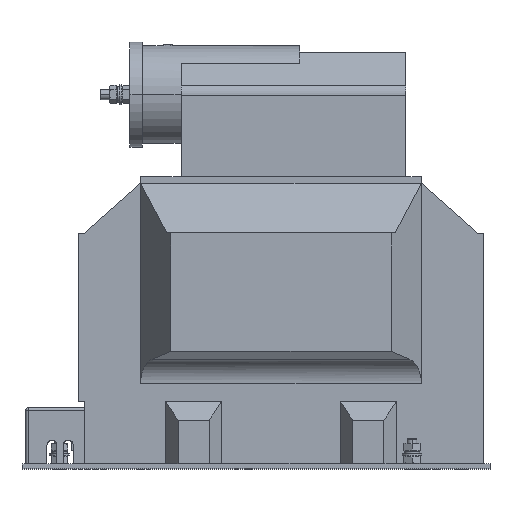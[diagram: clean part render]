
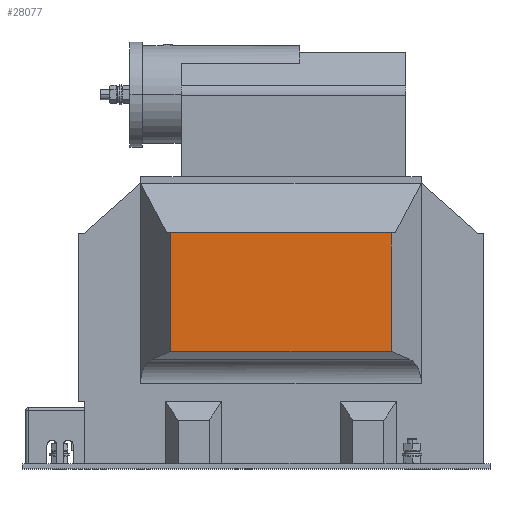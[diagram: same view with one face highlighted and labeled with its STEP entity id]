
A CAD part, top view. The second image highlights one B-rep face of the part: STEP entity #28077.
In plain terms, the highlighted planar face has unit normal (0, 0, 1).
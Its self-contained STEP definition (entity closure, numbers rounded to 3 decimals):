
#708 = CARTESIAN_POINT ( 'NONE',  ( 220.894, 249.048, 428.574 ) ) ;
#1779 = ORIENTED_EDGE ( 'NONE', *, *, #3273, .F. ) ;
#2985 = EDGE_CURVE ( 'NONE', #38625, #16939, #30425, .T. ) ;
#2993 = VECTOR ( 'NONE', #20470, 1000. ) ;
#3125 = CARTESIAN_POINT ( 'NONE',  ( 43.894, 77.048, 428.574 ) ) ;
#3273 = EDGE_CURVE ( 'NONE', #16939, #6553, #34245, .T. ) ;
#5691 = ORIENTED_EDGE ( 'NONE', *, *, #36862, .T. ) ;
#6553 = VERTEX_POINT ( 'NONE', #24366 ) ;
#6573 = CARTESIAN_POINT ( 'NONE',  ( 299.894, 249.048, 428.574 ) ) ;
#8872 = FACE_OUTER_BOUND ( 'NONE', #13837, .T. ) ;
#12990 = VECTOR ( 'NONE', #40728, 1000. ) ;
#13031 = LINE ( 'NONE', #26869, #12990 ) ;
#13177 = DIRECTION ( 'NONE',  ( -1., 0., 0. ) ) ;
#13708 = ORIENTED_EDGE ( 'NONE', *, *, #2985, .F. ) ;
#13837 = EDGE_LOOP ( 'NONE', ( #39794, #1779, #13708, #5691 ) ) ;
#15885 = AXIS2_PLACEMENT_3D ( 'NONE', #16161, #30025, #43871 ) ;
#16161 = CARTESIAN_POINT ( 'NONE',  ( 43.894, 77.048, 428.574 ) ) ;
#16939 = VERTEX_POINT ( 'NONE', #44508 ) ;
#17016 = DIRECTION ( 'NONE',  ( 0., 1., 0. ) ) ;
#17634 = VECTOR ( 'NONE', #17016, 1000. ) ;
#20470 = DIRECTION ( 'NONE',  ( -1., 0., 0. ) ) ;
#22763 = PLANE ( 'NONE',  #15885 ) ;
#24366 = CARTESIAN_POINT ( 'NONE',  ( 43.894, 249.048, 428.574 ) ) ;
#24428 = CARTESIAN_POINT ( 'NONE',  ( 220.894, 154.048, 428.574 ) ) ;
#26869 = CARTESIAN_POINT ( 'NONE',  ( 220.894, 77.048, 428.574 ) ) ;
#27987 = VERTEX_POINT ( 'NONE', #708 ) ;
#28077 = ADVANCED_FACE ( 'NONE', ( #8872 ), #22763, .T. ) ;
#30025 = DIRECTION ( 'NONE',  ( 0., 0., 1. ) ) ;
#30425 = LINE ( 'NONE', #44287, #44021 ) ;
#30903 = EDGE_CURVE ( 'NONE', #27987, #6553, #37703, .T. ) ;
#34245 = LINE ( 'NONE', #3125, #17634 ) ;
#36862 = EDGE_CURVE ( 'NONE', #38625, #27987, #13031, .T. ) ;
#37703 = LINE ( 'NONE', #6573, #2993 ) ;
#38625 = VERTEX_POINT ( 'NONE', #24428 ) ;
#39794 = ORIENTED_EDGE ( 'NONE', *, *, #30903, .T. ) ;
#40728 = DIRECTION ( 'NONE',  ( 0., 1., 0. ) ) ;
#43871 = DIRECTION ( 'NONE',  ( 1., 0., 0. ) ) ;
#44021 = VECTOR ( 'NONE', #13177, 1000. ) ;
#44287 = CARTESIAN_POINT ( 'NONE',  ( 299.894, 154.048, 428.574 ) ) ;
#44508 = CARTESIAN_POINT ( 'NONE',  ( 43.894, 154.048, 428.574 ) ) ;
